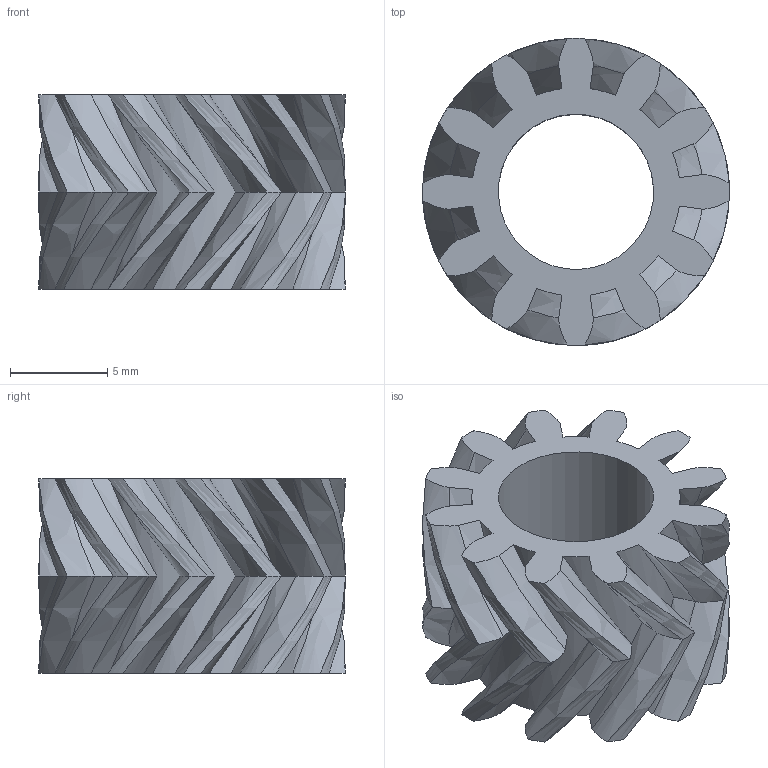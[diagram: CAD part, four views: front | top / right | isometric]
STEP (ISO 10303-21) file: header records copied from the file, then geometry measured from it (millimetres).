
FILE_DESCRIPTION(/* description */ (''),/* implementation_level */ '2;1');
FILE_NAME(/* name */ 'axle_gear_pla.stp',/* time_stamp */ '2025-01-01T16:49:50-05:00',/* author */ ('Kenny'),/* organization */ (''),/* preprocessor_version */ 'ST-DEVELOPER v20',/* originating_system */ 'Autodesk Inventor 2025',/* authorisation */ '');
FILE_SCHEMA (('AUTOMOTIVE_DESIGN { 1 0 10303 214 3 1 1 }'));
Length unit declared in the file: millimetre
Products named in the file (1): 12_t_gear_mirrored
Bounding box: 15.82 x 15.82 x 10 mm (x, y, z)
Volume: 875 mm3; surface area: 1484.2 mm2
Topology: 1 solids, 1 shells, 135 faces, 351 edges, 218 vertices
Faces by surface type: bspline 120, cylinder 13, plane 2
Full cylindrical faces by diameter (mm): 8 x1
Entity records: 67149 total; most frequent: CARTESIAN_POINT 64485, ORIENTED_EDGE 702, EDGE_CURVE 351, DIRECTION 229, VERTEX_POINT 218, B_SPLINE_CURVE_WITH_KNOTS 144, EDGE_LOOP 137, STYLED_ITEM 135
